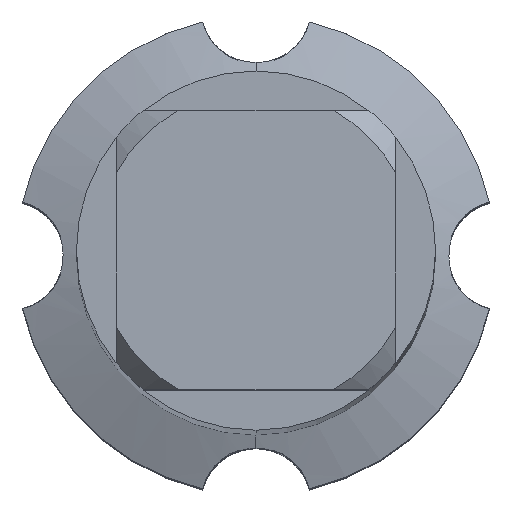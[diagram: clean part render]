
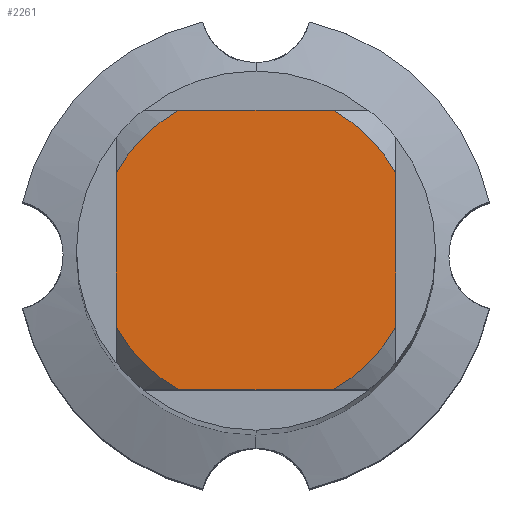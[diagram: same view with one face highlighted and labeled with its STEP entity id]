
A CAD part, top view. The second image highlights one B-rep face of the part: STEP entity #2261.
In plain terms, the highlighted planar face has unit normal (0, 0, 1).
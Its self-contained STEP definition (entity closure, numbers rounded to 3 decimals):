
#1903=VERTEX_POINT('',#5292);
#2261=ADVANCED_FACE('',(#5674),#5675,.T.);
#2267=EDGE_CURVE('',#4807,#3225,#5681,.T.);
#2381=VERTEX_POINT('',#5810);
#2703=VERTEX_POINT('',#6154);
#3167=EDGE_CURVE('',#1903,#5049,#6659,.T.);
#3223=VERTEX_POINT('',#6720);
#3225=VERTEX_POINT('',#6722);
#3923=VERTEX_POINT('',#7476);
#4043=EDGE_CURVE('',#3223,#2703,#7605,.T.);
#4131=EDGE_CURVE('',#1903,#2381,#7704,.T.);
#4399=EDGE_CURVE('',#3923,#3225,#7994,.T.);
#4405=EDGE_CURVE('',#3923,#2703,#8000,.T.);
#4433=EDGE_CURVE('',#3223,#5049,#8034,.T.);
#4615=EDGE_CURVE('',#4807,#2381,#8231,.T.);
#4807=VERTEX_POINT('',#8437);
#5049=VERTEX_POINT('',#8705);
#5292=CARTESIAN_POINT('',(1.936,3.5,0.0));
#5674=FACE_OUTER_BOUND('',#9995,.T.);
#5675=PLANE('',#9996);
#5681=LINE('',#10011,#10012);
#5810=CARTESIAN_POINT('',(-1.936,3.5,0.0));
#6154=CARTESIAN_POINT('',(1.936,-3.5,0.0));
#6659=CIRCLE('',#11822,4.0);
#6720=CARTESIAN_POINT('',(3.5,-1.936,0.0));
#6722=CARTESIAN_POINT('',(-3.5,-1.936,0.0));
#7476=CARTESIAN_POINT('',(-1.936,-3.5,0.0));
#7605=CIRCLE('',#13586,4.0);
#7704=LINE('',#13756,#13757);
#7994=CIRCLE('',#14309,4.0);
#8000=LINE('',#14318,#14319);
#8034=LINE('',#14369,#14370);
#8231=CIRCLE('',#14735,4.0);
#8437=CARTESIAN_POINT('',(-3.5,1.936,0.0));
#8705=CARTESIAN_POINT('',(3.5,1.936,0.0));
#9995=EDGE_LOOP('',(#16304,#16305,#16306,#16307,#16308,#16309,#16310,#16311));
#9996=AXIS2_PLACEMENT_3D('',#16312,#16313,#16314);
#10011=CARTESIAN_POINT('',(-3.5,1.0,0.0));
#10012=VECTOR('',#16315,1.0);
#11822=AXIS2_PLACEMENT_3D('',#17287,#17288,#17289);
#13586=AXIS2_PLACEMENT_3D('',#18288,#18289,#18290);
#13756=CARTESIAN_POINT('',(0.0,3.5,0.0));
#13757=VECTOR('',#18414,1.0);
#14309=AXIS2_PLACEMENT_3D('',#18670,#18671,#18672);
#14318=CARTESIAN_POINT('',(0.0,-3.5,0.0));
#14319=VECTOR('',#18674,1.0);
#14369=CARTESIAN_POINT('',(3.5,1.0,0.0));
#14370=VECTOR('',#18728,1.0);
#14735=AXIS2_PLACEMENT_3D('',#18913,#18914,#18915);
#16304=ORIENTED_EDGE('',*,*,#2267,.T.);
#16305=ORIENTED_EDGE('',*,*,#4399,.F.);
#16306=ORIENTED_EDGE('',*,*,#4405,.T.);
#16307=ORIENTED_EDGE('',*,*,#4043,.F.);
#16308=ORIENTED_EDGE('',*,*,#4433,.T.);
#16309=ORIENTED_EDGE('',*,*,#3167,.F.);
#16310=ORIENTED_EDGE('',*,*,#4131,.T.);
#16311=ORIENTED_EDGE('',*,*,#4615,.F.);
#16312=CARTESIAN_POINT('',(0.0,2.0,0.0));
#16313=DIRECTION('',(-0.0,0.0,1.0));
#16314=DIRECTION('',(0.0,-1.0,0.0));
#16315=DIRECTION('',(-0.0,-1.0,0.0));
#17287=CARTESIAN_POINT('',(0.0,0.0,0.0));
#17288=DIRECTION('',(0.0,0.0,-1.0));
#17289=DIRECTION('',(0.0,1.0,0.0));
#18288=CARTESIAN_POINT('',(0.0,0.0,0.0));
#18289=DIRECTION('',(0.0,0.0,-1.0));
#18290=DIRECTION('',(0.0,1.0,0.0));
#18414=DIRECTION('',(-1.0,0.0,0.0));
#18670=CARTESIAN_POINT('',(0.0,0.0,0.0));
#18671=DIRECTION('',(0.0,0.0,-1.0));
#18672=DIRECTION('',(0.0,1.0,0.0));
#18674=DIRECTION('',(1.0,0.0,0.0));
#18728=DIRECTION('',(-0.0,1.0,0.0));
#18913=CARTESIAN_POINT('',(0.0,0.0,0.0));
#18914=DIRECTION('',(0.0,0.0,-1.0));
#18915=DIRECTION('',(0.0,1.0,0.0));
